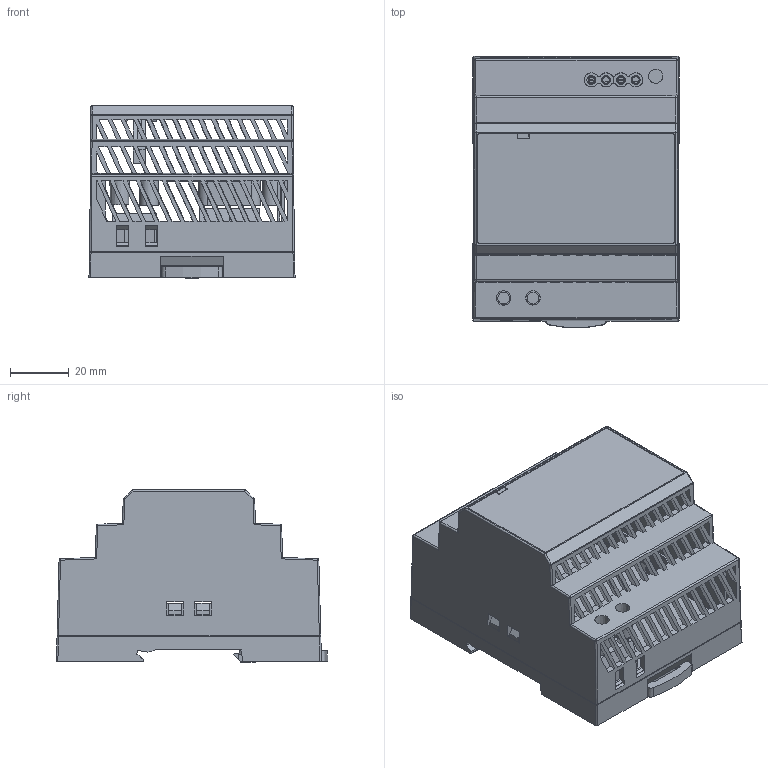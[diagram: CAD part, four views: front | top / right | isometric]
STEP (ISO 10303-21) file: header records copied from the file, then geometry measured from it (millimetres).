
FILE_DESCRIPTION(('Creo Elements/Direct Modeling STEP Export'),'2;1');
FILE_NAME('HDR-100.stp','2018-06-29T13:37:21',(''),(''),'PTC Creo Elements/Direct Modeling STEP processor for AP214 (Solid Model)','PTC Creo Elements/Direct Modeling 19.0 09-May-2014 (C) Parametric Technology GmbH','');
FILE_SCHEMA(('AUTOMOTIVE_DESIGN { 1 0 10303 214 1 1 1 1 }'));
Length unit declared in the file: millimetre
Products named in the file (16): LENS.1.1; KNX-20151203.prt; HDR-上蓋組; 1011-HOOK; PCB.1; a1; 344; 3P-CONECT.1.2.1; HDR-60; KNX-201511_16_2.PRT.1; ASSEMBLY_1_ASM.ASM; KNX-201511_16_ASM_1.ASM; KNX-201511_16_ASM.stp; KNX-下蓋組; 3P-CONECT.1.2.1.1.1; HDR-100
Assembly tree (17 placements, depth 6):
  HDR-100
    3P-CONECT.1.2.1.1.1
    HDR-60
      3P-CONECT.1.2.1  x2
      344
      a1
      PCB.1
      1011-HOOK
    KNX-下蓋組
      KNX-201511_16_ASM.stp
        KNX-201511_16_ASM_1.ASM
          ASSEMBLY_1_ASM.ASM
            KNX-201511_16_2.PRT.1
      HDR-60
        3P-CONECT.1.2.1  x2
        344
        a1
        PCB.1
        1011-HOOK
    HDR-上蓋組
      KNX-20151203.prt
      LENS.1.1
Bounding box: 70 x 92.1 x 58.55 mm (x, y, z)
Volume: 73739 mm3; surface area: 92970.5 mm2
Topology: 14 solids, 14 shells, 1542 faces, 4492 edges, 2913 vertices
Faces by surface type: plane 1255, cylinder 186, cone 45, bspline 30, sphere 14, torus 8, extrusion 4
Entity records: 40268 total; most frequent: CARTESIAN_POINT 8431, ORIENTED_EDGE 7048, DIRECTION 5778, EDGE_CURVE 3517, VECTOR 2950, LINE 2946, VERTEX_POINT 2285, AXIS2_PLACEMENT_3D 1414
